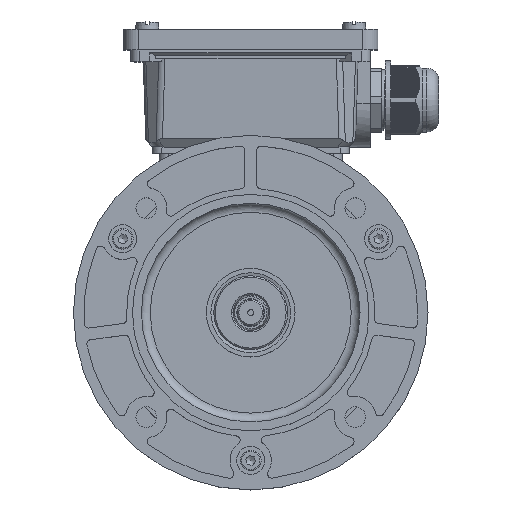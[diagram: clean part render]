
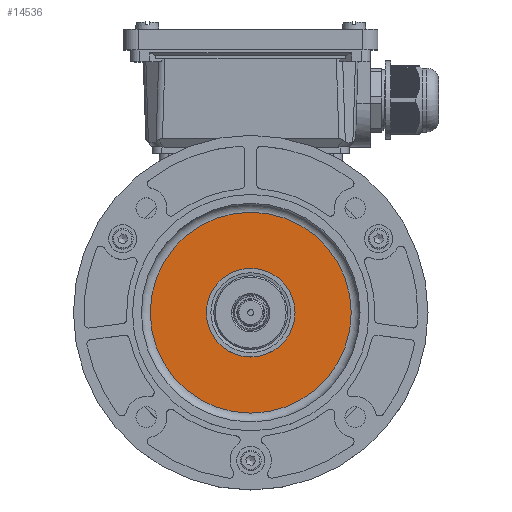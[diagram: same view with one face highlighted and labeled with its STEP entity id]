
A CAD part, top view. The second image highlights one B-rep face of the part: STEP entity #14536.
In plain terms, the highlighted planar face has unit normal (0, 0, 1).
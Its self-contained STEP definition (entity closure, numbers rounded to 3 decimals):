
#1989=PLANE('',#56033);
#2794=FACE_BOUND('',#20426,.T.);
#2795=FACE_BOUND('',#20427,.T.);
#14536=ADVANCED_FACE('',(#2794,#2795),#1989,.F.);
#20426=EDGE_LOOP('',(#36887));
#20427=EDGE_LOOP('',(#36888,#36889));
#22611=CIRCLE('',#55801,15.);
#22803=CIRCLE('',#56031,34.);
#22804=CIRCLE('',#56032,15.);
#36887=ORIENTED_EDGE('',*,*,#49928,.T.);
#36888=ORIENTED_EDGE('',*,*,#49665,.F.);
#36889=ORIENTED_EDGE('',*,*,#49929,.F.);
#42451=VERTEX_POINT('',#94505);
#42452=VERTEX_POINT('',#94506);
#42646=VERTEX_POINT('',#95085);
#49665=EDGE_CURVE('',#42451,#42452,#22611,.T.);
#49928=EDGE_CURVE('',#42646,#42646,#22803,.T.);
#49929=EDGE_CURVE('',#42452,#42451,#22804,.T.);
#55801=AXIS2_PLACEMENT_3D('',#94504,#69121,#69122);
#56031=AXIS2_PLACEMENT_3D('',#95084,#69635,#69636);
#56032=AXIS2_PLACEMENT_3D('',#95086,#69637,#69638);
#56033=AXIS2_PLACEMENT_3D('',#95087,#69639,#69640);
#69121=DIRECTION('',(0.,0.,1.));
#69122=DIRECTION('',(1.,0.,0.));
#69635=DIRECTION('',(0.,0.,1.));
#69636=DIRECTION('',(-1.,0.,0.));
#69637=DIRECTION('',(0.,0.,1.));
#69638=DIRECTION('',(1.,0.,0.));
#69639=DIRECTION('',(0.,0.,-1.));
#69640=DIRECTION('',(1.,0.,0.));
#94504=CARTESIAN_POINT('',(3.419,-1.496,66.));
#94505=CARTESIAN_POINT('',(18.419,-1.496,66.));
#94506=CARTESIAN_POINT('',(-11.581,-1.496,66.));
#95084=CARTESIAN_POINT('',(3.419,-1.496,66.));
#95085=CARTESIAN_POINT('',(-30.581,-1.496,66.));
#95086=CARTESIAN_POINT('',(3.419,-1.496,66.));
#95087=CARTESIAN_POINT('',(3.419,13.504,66.));
